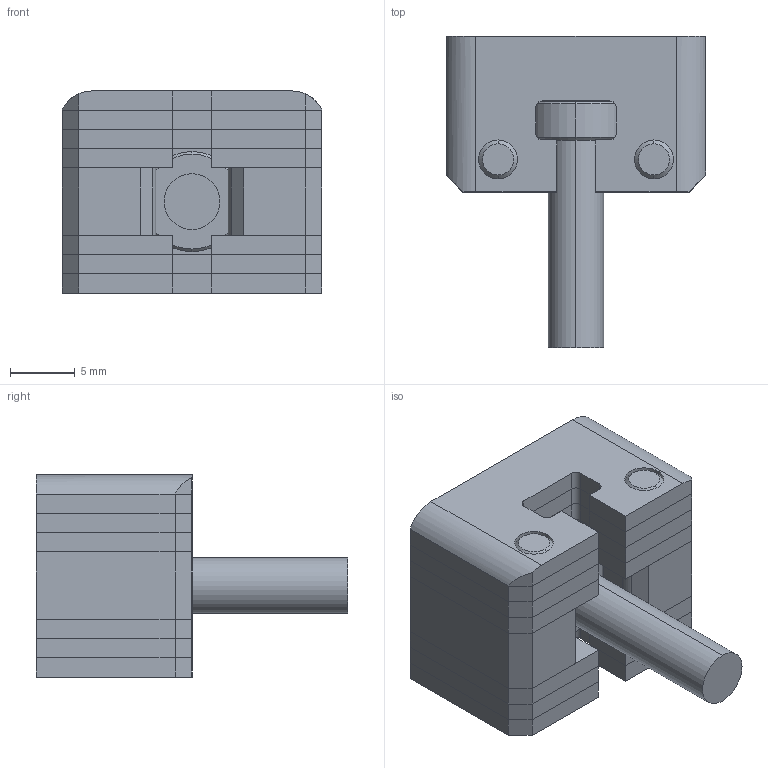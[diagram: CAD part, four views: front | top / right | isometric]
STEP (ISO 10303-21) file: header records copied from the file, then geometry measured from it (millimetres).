
FILE_DESCRIPTION (( 'STEP AP203' ), '1' );
FILE_NAME ('5628.STEP', '2023-09-26T08:42:10', ( '' ), ( '' ), 'SwSTEP 2.0', 'SolidWorks 2019', '' );
FILE_SCHEMA (( 'CONFIG_CONTROL_DESIGN' ));
Length unit declared in the file: millimetre
Products named in the file (6): 5628; Lamellar_Gas_Vent_ISGL20C 1ed81e4e0326b2efe21fa0d10939f3c8; Lamela_Radius 1ed81e4e0326b2efe21fa0d10939f3c8; Lamela 1ed81e4e0326b2efe21fa0d10939f3c8; Pin_20 1ed81e4e0326b2efe21fa0d10939f3c8; Bolt 1ed81e4e0326b2efe21fa0d10939f3c8
Assembly tree (10 placements, depth 2):
  5628
    Lamellar_Gas_Vent_ISGL20C 1ed81e4e0326b2efe21fa0d10939f3c8
    Bolt 1ed81e4e0326b2efe21fa0d10939f3c8
    Lamela 1ed81e4e0326b2efe21fa0d10939f3c8  x5
    Lamela_Radius 1ed81e4e0326b2efe21fa0d10939f3c8
    Pin_20 1ed81e4e0326b2efe21fa0d10939f3c8  x2
Bounding box: 20 x 24 x 15.56 mm (x, y, z)
Volume: 3458.8 mm3; surface area: 5293 mm2
Topology: 11 solids, 11 shells, 222 faces, 585 edges, 386 vertices
Faces by surface type: plane 133, cylinder 77, cone 12
Entity records: 4443 total; most frequent: DIRECTION 661, CARTESIAN_POINT 646, ORIENTED_EDGE 614, EDGE_CURVE 307, AXIS2_PLACEMENT_3D 225, VECTOR 211, LINE 211, VERTEX_POINT 202
